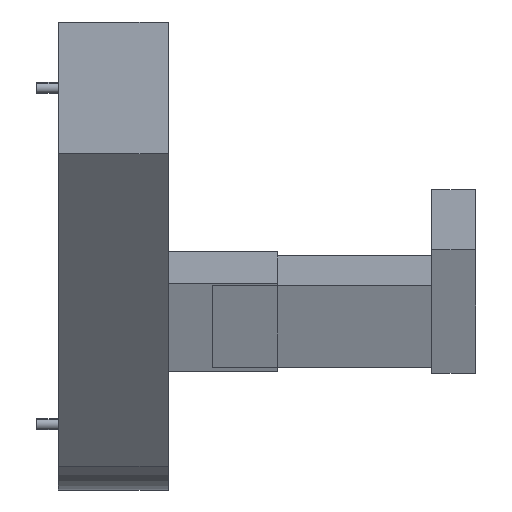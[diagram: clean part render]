
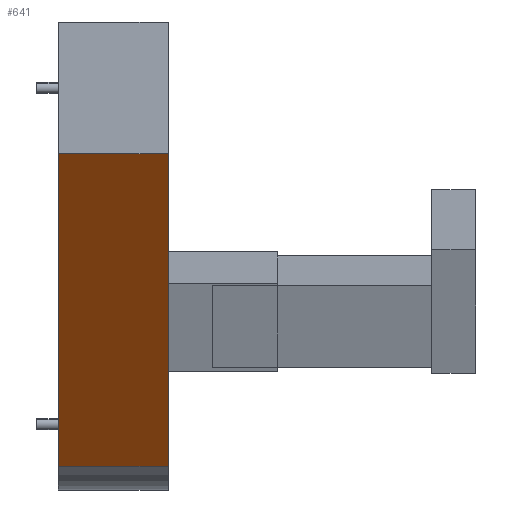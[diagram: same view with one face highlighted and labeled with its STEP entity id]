
A CAD part, left-side view. The second image highlights one B-rep face of the part: STEP entity #641.
In plain terms, the highlighted face is planar.
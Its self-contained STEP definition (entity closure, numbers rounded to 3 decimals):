
#386=DIRECTION('',(-1.,0.,0.));
#387=VECTOR('',#386,200.);
#388=CARTESIAN_POINT('',(200.,0.,-30.));
#389=LINE('',#388,#387);
#408=DIRECTION('',(0.,1.,0.));
#409=VECTOR('',#408,50.);
#410=CARTESIAN_POINT('',(0.,0.,-30.));
#411=LINE('',#410,#409);
#415=DIRECTION('',(0.,1.,0.));
#416=VECTOR('',#415,50.);
#417=CARTESIAN_POINT('',(200.,0.,-30.));
#418=LINE('',#417,#416);
#444=DIRECTION('',(-1.,0.,0.));
#445=VECTOR('',#444,200.);
#446=CARTESIAN_POINT('',(200.,50.,-30.));
#447=LINE('',#446,#445);
#555=CARTESIAN_POINT('',(200.,0.,-30.));
#556=VERTEX_POINT('',#555);
#557=CARTESIAN_POINT('',(0.,0.,-30.));
#558=VERTEX_POINT('',#557);
#563=CARTESIAN_POINT('',(200.,50.,-30.));
#564=VERTEX_POINT('',#563);
#565=CARTESIAN_POINT('',(0.,50.,-30.));
#566=VERTEX_POINT('',#565);
#628=CARTESIAN_POINT('',(200.,0.,-30.));
#629=DIRECTION('',(0.,0.,-1.));
#630=DIRECTION('',(-1.,0.,0.));
#631=AXIS2_PLACEMENT_3D('',#628,#629,#630);
#632=PLANE('',#631);
#633=ORIENTED_EDGE('',*,*,#592,.F.);
#635=ORIENTED_EDGE('',*,*,#634,.T.);
#637=ORIENTED_EDGE('',*,*,#636,.T.);
#638=ORIENTED_EDGE('',*,*,#620,.F.);
#639=EDGE_LOOP('',(#633,#635,#637,#638));
#640=FACE_OUTER_BOUND('',#639,.F.);
#592=EDGE_CURVE('',#556,#558,#389,.T.);
#620=EDGE_CURVE('',#558,#566,#411,.T.);
#634=EDGE_CURVE('',#556,#564,#418,.T.);
#636=EDGE_CURVE('',#564,#566,#447,.T.);
#641=ADVANCED_FACE('',(#640),#632,.T.);
